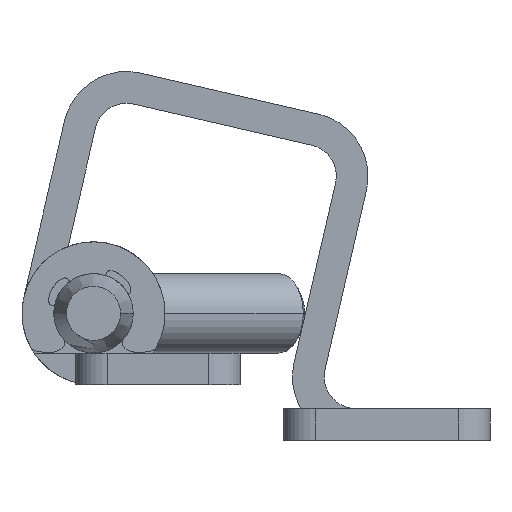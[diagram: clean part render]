
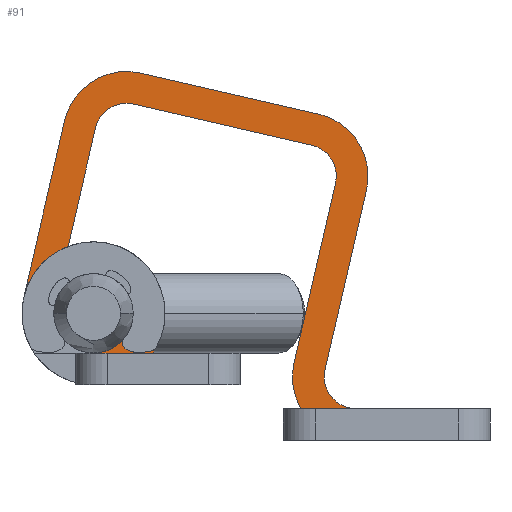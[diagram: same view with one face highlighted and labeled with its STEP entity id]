
A CAD part, front view. The second image highlights one B-rep face of the part: STEP entity #91.
In plain terms, the highlighted planar face has unit normal (0, -1, 0).
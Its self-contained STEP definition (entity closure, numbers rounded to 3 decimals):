
#91=ADVANCED_FACE('',(#172),#1144,.T.);
#172=FACE_OUTER_BOUND('',#261,.T.);
#261=EDGE_LOOP('',(#649,#650,#651,#652,#653,#654,#655,#656,#657,#658,#659,
#660,#661,#662,#663,#664,#665));
#649=ORIENTED_EDGE('',*,*,#871,.T.);
#650=ORIENTED_EDGE('',*,*,#870,.T.);
#651=ORIENTED_EDGE('',*,*,#869,.T.);
#652=ORIENTED_EDGE('',*,*,#868,.T.);
#653=ORIENTED_EDGE('',*,*,#882,.T.);
#654=ORIENTED_EDGE('',*,*,#881,.T.);
#655=ORIENTED_EDGE('',*,*,#880,.T.);
#656=ORIENTED_EDGE('',*,*,#879,.T.);
#657=ORIENTED_EDGE('',*,*,#878,.T.);
#658=ORIENTED_EDGE('',*,*,#877,.T.);
#659=ORIENTED_EDGE('',*,*,#876,.T.);
#660=ORIENTED_EDGE('',*,*,#875,.T.);
#661=ORIENTED_EDGE('',*,*,#874,.T.);
#662=ORIENTED_EDGE('',*,*,#873,.T.);
#663=ORIENTED_EDGE('',*,*,#872,.T.);
#664=ORIENTED_EDGE('',*,*,#898,.T.);
#665=ORIENTED_EDGE('',*,*,#827,.F.);
#827=EDGE_CURVE('',#1007,#1017,#1728,.T.);
#868=EDGE_CURVE('',#1035,#1036,#1751,.T.);
#869=EDGE_CURVE('',#1037,#1035,#1290,.T.);
#870=EDGE_CURVE('',#1038,#1037,#1752,.T.);
#871=EDGE_CURVE('',#1007,#1038,#1291,.T.);
#872=EDGE_CURVE('',#1039,#1050,#1292,.T.);
#873=EDGE_CURVE('',#1040,#1039,#1753,.T.);
#874=EDGE_CURVE('',#1041,#1040,#1293,.T.);
#875=EDGE_CURVE('',#1042,#1041,#1754,.T.);
#876=EDGE_CURVE('',#1043,#1042,#1294,.T.);
#877=EDGE_CURVE('',#1044,#1043,#1755,.T.);
#878=EDGE_CURVE('',#1045,#1044,#1295,.T.);
#879=EDGE_CURVE('',#1046,#1045,#1756,.T.);
#880=EDGE_CURVE('',#1047,#1046,#1296,.T.);
#881=EDGE_CURVE('',#1048,#1047,#1757,.T.);
#882=EDGE_CURVE('',#1036,#1048,#1297,.T.);
#898=EDGE_CURVE('',#1050,#1017,#1767,.T.);
#1007=VERTEX_POINT('',#3990);
#1017=VERTEX_POINT('',#4000);
#1035=VERTEX_POINT('',#4018);
#1036=VERTEX_POINT('',#4019);
#1037=VERTEX_POINT('',#4020);
#1038=VERTEX_POINT('',#4021);
#1039=VERTEX_POINT('',#4022);
#1040=VERTEX_POINT('',#4023);
#1041=VERTEX_POINT('',#4024);
#1042=VERTEX_POINT('',#4025);
#1043=VERTEX_POINT('',#4026);
#1044=VERTEX_POINT('',#4027);
#1045=VERTEX_POINT('',#4028);
#1046=VERTEX_POINT('',#4029);
#1047=VERTEX_POINT('',#4030);
#1048=VERTEX_POINT('',#4031);
#1050=VERTEX_POINT('',#4033);
#1144=PLANE('',#2339);
#1290=TRIMMED_CURVE($,#1459,(#4218),(#4219),.T.,.CARTESIAN.);
#1291=TRIMMED_CURVE($,#1460,(#4223),(#4224),.T.,.CARTESIAN.);
#1292=TRIMMED_CURVE($,#1461,(#4226),(#4227),.T.,.CARTESIAN.);
#1293=TRIMMED_CURVE($,#1462,(#4250),(#4251),.T.,.CARTESIAN.);
#1294=TRIMMED_CURVE($,#1463,(#4255),(#4256),.T.,.CARTESIAN.);
#1295=TRIMMED_CURVE($,#1464,(#4260),(#4261),.T.,.CARTESIAN.);
#1296=TRIMMED_CURVE($,#1465,(#4265),(#4266),.T.,.CARTESIAN.);
#1297=TRIMMED_CURVE($,#1466,(#4270),(#4271),.T.,.CARTESIAN.);
#1459=CIRCLE('',#2374,4.);
#1460=CIRCLE('',#2375,2.);
#1461=CIRCLE('',#2376,4.);
#1462=CIRCLE('',#2377,2.);
#1463=CIRCLE('',#2378,2.);
#1464=CIRCLE('',#2379,2.5);
#1465=CIRCLE('',#2380,4.5);
#1466=CIRCLE('',#2381,4.);
#1728=B_SPLINE_CURVE_WITH_KNOTS('',1,(#4098,#4099),.UNSPECIFIED.,.F.,.F.,
(2,2),(-81.934,-80.684),.UNSPECIFIED.);
#1751=B_SPLINE_CURVE_WITH_KNOTS('',1,(#4215,#4216),.UNSPECIFIED.,.F.,.F.,
(2,2),(22.56,34.06),.UNSPECIFIED.);
#1752=B_SPLINE_CURVE_WITH_KNOTS('',1,(#4220,#4221),.UNSPECIFIED.,.F.,.F.,
(2,2),(4.693,16.277),.UNSPECIFIED.);
#1753=B_SPLINE_CURVE_WITH_KNOTS('',3,(#4228,#4229,#4230,#4231,#4232,#4233,
#4234,#4235,#4236,#4237,#4238,#4239,#4240,#4241,#4242,#4243,#4244,#4245,
#4246,#4247,#4248),.UNSPECIFIED.,.F.,.F.,(4,1,1,1,1,1,1,1,1,1,1,1,1,1,1,
1,1,1,4),(-33.381,-32.471,-31.561,-30.651,
-29.741,-29.286,-28.831,-28.376,
-28.148,-27.921,-27.693,-27.466,
-27.238,-27.011,-26.556,-26.101,
-25.646,-25.191,-24.959),.UNSPECIFIED.);
#1754=B_SPLINE_CURVE_WITH_KNOTS('',1,(#4252,#4253),.UNSPECIFIED.,.F.,.F.,
(2,2),(-48.022,-36.522),.UNSPECIFIED.);
#1755=B_SPLINE_CURVE_WITH_KNOTS('',1,(#4257,#4258),.UNSPECIFIED.,.F.,.F.,
(2,2),(-62.566,-51.164),.UNSPECIFIED.);
#1756=B_SPLINE_CURVE_WITH_KNOTS('',1,(#4262,#4263),.UNSPECIFIED.,.F.,.F.,
(2,2),(-78.01,-75.975),.UNSPECIFIED.);
#1757=B_SPLINE_CURVE_WITH_KNOTS('',1,(#4267,#4268),.UNSPECIFIED.,.F.,.F.,
(2,2),(-113.04,-101.638),.UNSPECIFIED.);
#1767=B_SPLINE_CURVE_WITH_KNOTS('',1,(#4302,#4303),.UNSPECIFIED.,.F.,.F.,
(2,2),(4.893,6.692),.UNSPECIFIED.);
#2339=AXIS2_PLACEMENT_3D('',#3969,#2740,$);
#2374=AXIS2_PLACEMENT_3D($,#4217,#2791,#2792);
#2375=AXIS2_PLACEMENT_3D($,#4222,#2793,#2794);
#2376=AXIS2_PLACEMENT_3D($,#4225,#2795,#2796);
#2377=AXIS2_PLACEMENT_3D($,#4249,#2797,#2798);
#2378=AXIS2_PLACEMENT_3D($,#4254,#2799,#2800);
#2379=AXIS2_PLACEMENT_3D($,#4259,#2801,#2802);
#2380=AXIS2_PLACEMENT_3D($,#4264,#2803,#2804);
#2381=AXIS2_PLACEMENT_3D($,#4269,#2805,#2806);
#2740=DIRECTION('',(0.,-1.,0.));
#2791=DIRECTION('',(0.,-1.,0.));
#2792=DIRECTION('',(0.974,0.,-0.225));
#2793=DIRECTION('',(0.,1.,0.));
#2794=DIRECTION('',(0.,0.,-1.));
#2795=DIRECTION('',(0.,-1.,0.));
#2796=DIRECTION('',(-0.974,0.,0.225));
#2797=DIRECTION('',(0.,1.,0.));
#2798=DIRECTION('',(0.225,0.,0.974));
#2799=DIRECTION('',(0.,1.,0.));
#2800=DIRECTION('',(-0.974,0.,0.225));
#2801=DIRECTION('',(0.,1.,0.));
#2802=DIRECTION('',(-0.412,0.,0.911));
#2803=DIRECTION('',(0.,-1.,0.));
#2804=DIRECTION('',(-0.974,0.,0.225));
#2805=DIRECTION('',(0.,-1.,0.));
#2806=DIRECTION('',(0.225,0.,0.974));
#3969=CARTESIAN_POINT('',(16.373,-18.2,23.416));
#3990=CARTESIAN_POINT('',(5.502,-18.2,-2.769));
#4000=CARTESIAN_POINT('',(4.252,-18.2,-2.769));
#4018=CARTESIAN_POINT('',(3.162,-18.2,15.765));
#4019=CARTESIAN_POINT('',(-8.044,-18.2,18.351));
#4020=CARTESIAN_POINT('',(6.16,-18.2,10.967));
#4021=CARTESIAN_POINT('',(3.554,-18.2,-0.319));
#4022=CARTESIAN_POINT('',(1.605,-18.2,0.13));
#4023=CARTESIAN_POINT('',(4.211,-18.2,11.417));
#4024=CARTESIAN_POINT('',(2.712,-18.2,13.816));
#4025=CARTESIAN_POINT('',(-8.494,-18.2,16.402));
#4026=CARTESIAN_POINT('',(-10.892,-18.2,14.903));
#4027=CARTESIAN_POINT('',(-13.457,-18.2,3.794));
#4028=CARTESIAN_POINT('',(-12.05,-18.2,5.51));
#4029=CARTESIAN_POINT('',(-12.399,-18.2,7.515));
#4030=CARTESIAN_POINT('',(-15.406,-18.2,4.243));
#4031=CARTESIAN_POINT('',(-12.841,-18.2,15.354));
#4033=CARTESIAN_POINT('',(4.252,-18.2,-4.569));
#4098=CARTESIAN_POINT('',(5.502,-18.2,-2.769));
#4099=CARTESIAN_POINT('',(4.252,-18.2,-2.769));
#4215=CARTESIAN_POINT('',(3.162,-18.2,15.765));
#4216=CARTESIAN_POINT('',(-8.044,-18.2,18.351));
#4217=CARTESIAN_POINT('',(2.262,-18.2,11.867));
#4218=CARTESIAN_POINT('',(6.16,-18.2,10.967));
#4219=CARTESIAN_POINT('',(3.162,-18.2,15.765));
#4220=CARTESIAN_POINT('',(3.554,-18.2,-0.319));
#4221=CARTESIAN_POINT('',(6.16,-18.2,10.967));
#4222=CARTESIAN_POINT('',(5.502,-18.2,-0.769));
#4223=CARTESIAN_POINT('',(5.502,-18.2,-2.769));
#4224=CARTESIAN_POINT('',(3.554,-18.2,-0.319));
#4225=CARTESIAN_POINT('',(5.502,-18.2,-0.769));
#4226=CARTESIAN_POINT('',(1.605,-18.2,0.13));
#4227=CARTESIAN_POINT('',(4.252,-18.2,-4.569));
#4228=CARTESIAN_POINT('',(4.211,-18.2,11.417));
#4229=CARTESIAN_POINT('',(4.143,-18.2,11.122));
#4230=CARTESIAN_POINT('',(3.967,-18.2,10.362));
#4231=CARTESIAN_POINT('',(3.626,-18.2,8.884));
#4232=CARTESIAN_POINT('',(3.245,-18.2,7.234));
#4233=CARTESIAN_POINT('',(2.927,-18.2,5.856));
#4234=CARTESIAN_POINT('',(2.691,-18.2,4.836));
#4235=CARTESIAN_POINT('',(2.529,-18.2,4.133));
#4236=CARTESIAN_POINT('',(2.41,-18.2,3.616));
#4237=CARTESIAN_POINT('',(2.326,-18.2,3.254));
#4238=CARTESIAN_POINT('',(2.27,-18.2,3.012));
#4239=CARTESIAN_POINT('',(2.22,-18.2,2.795));
#4240=CARTESIAN_POINT('',(2.169,-18.2,2.572));
#4241=CARTESIAN_POINT('',(2.118,-18.2,2.351));
#4242=CARTESIAN_POINT('',(2.049,-18.2,2.055));
#4243=CARTESIAN_POINT('',(1.964,-18.2,1.686));
#4244=CARTESIAN_POINT('',(1.862,-18.2,1.243));
#4245=CARTESIAN_POINT('',(1.759,-18.2,0.799));
#4246=CARTESIAN_POINT('',(1.674,-18.2,0.428));
#4247=CARTESIAN_POINT('',(1.622,-18.2,0.206));
#4248=CARTESIAN_POINT('',(1.605,-18.2,0.13));
#4249=CARTESIAN_POINT('',(2.262,-18.2,11.867));
#4250=CARTESIAN_POINT('',(2.712,-18.2,13.816));
#4251=CARTESIAN_POINT('',(4.211,-18.2,11.417));
#4252=CARTESIAN_POINT('',(-8.494,-18.2,16.402));
#4253=CARTESIAN_POINT('',(2.712,-18.2,13.816));
#4254=CARTESIAN_POINT('',(-8.943,-18.2,14.453));
#4255=CARTESIAN_POINT('',(-10.892,-18.2,14.903));
#4256=CARTESIAN_POINT('',(-8.494,-18.2,16.402));
#4257=CARTESIAN_POINT('',(-13.457,-18.2,3.794));
#4258=CARTESIAN_POINT('',(-10.892,-18.2,14.903));
#4259=CARTESIAN_POINT('',(-11.021,-18.2,3.231));
#4260=CARTESIAN_POINT('',(-12.05,-18.2,5.51));
#4261=CARTESIAN_POINT('',(-13.457,-18.2,3.794));
#4262=CARTESIAN_POINT('',(-12.399,-18.2,7.515));
#4263=CARTESIAN_POINT('',(-12.05,-18.2,5.51));
#4264=CARTESIAN_POINT('',(-11.021,-18.2,3.231));
#4265=CARTESIAN_POINT('',(-15.406,-18.2,4.243));
#4266=CARTESIAN_POINT('',(-12.399,-18.2,7.515));
#4267=CARTESIAN_POINT('',(-12.841,-18.2,15.354));
#4268=CARTESIAN_POINT('',(-15.406,-18.2,4.243));
#4269=CARTESIAN_POINT('',(-8.943,-18.2,14.454));
#4270=CARTESIAN_POINT('',(-8.044,-18.2,18.351));
#4271=CARTESIAN_POINT('',(-12.841,-18.2,15.354));
#4302=CARTESIAN_POINT('',(4.252,-18.2,-4.569));
#4303=CARTESIAN_POINT('',(4.252,-18.2,-2.769));
